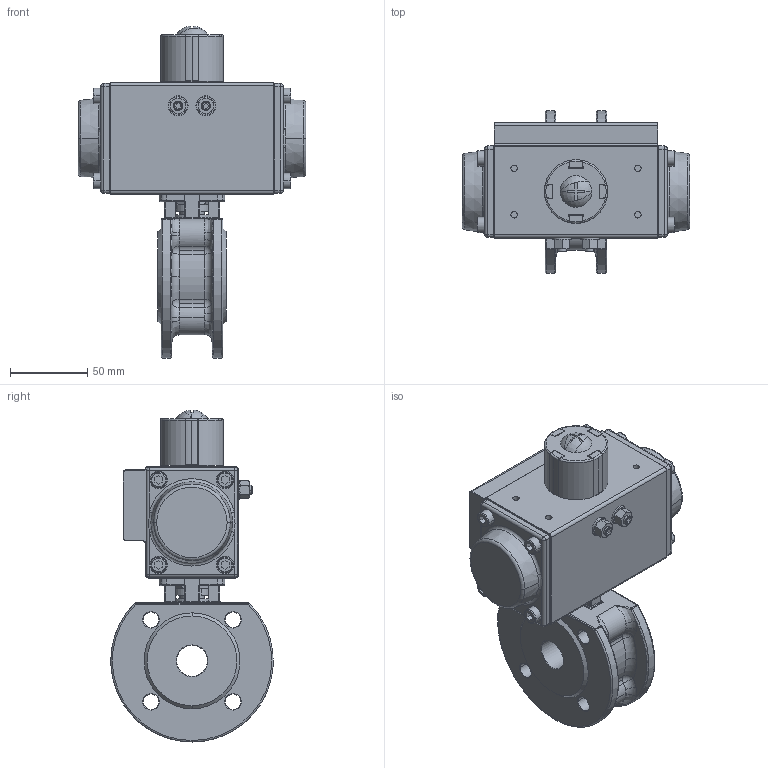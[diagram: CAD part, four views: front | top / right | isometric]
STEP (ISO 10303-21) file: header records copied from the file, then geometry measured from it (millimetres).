
FILE_DESCRIPTION(('HOOPS Exchange Step'),'2;1');
FILE_NAME('PK0701_DN20.stp','2025-05-09T10:25:19+02:00',('nieru'),('Unknown organisation'),'HOOPS Exchange 2024.2','HOOPS Exchange','Unknown authorisation');
FILE_SCHEMA( ('AP203_CONFIGURATION_CONTROLLED_3D_DESIGN_OF_MECHANICAL_PARTS_AND_ASSEMBLIES_MIM_LF') );
Length unit declared in the file: millimetre
Products named in the file (4): 0; root
Assembly tree (3 placements, depth 3):
  root
    0
      0
      0
Bounding box: 147 x 104.9 x 214.65 mm (x, y, z)
Volume: 679471.8 mm3; surface area: 156530.1 mm2
Topology: 27 solids, 27 shells, 1450 faces, 3518 edges, 2108 vertices
Faces by surface type: cylinder 494, plane 463, torus 162, bspline 146, cone 129, sphere 56
Full cylindrical faces by diameter (mm): 5 x1, 13.97 x1, 20 x1
Entity records: 58784 total; most frequent: CARTESIAN_POINT 25727, ORIENTED_EDGE 6902, DIRECTION 6814, EDGE_CURVE 3451, AXIS2_PLACEMENT_3D 2646, VERTEX_POINT 2110, EDGE_LOOP 1579, FACE_BOUND 1579
